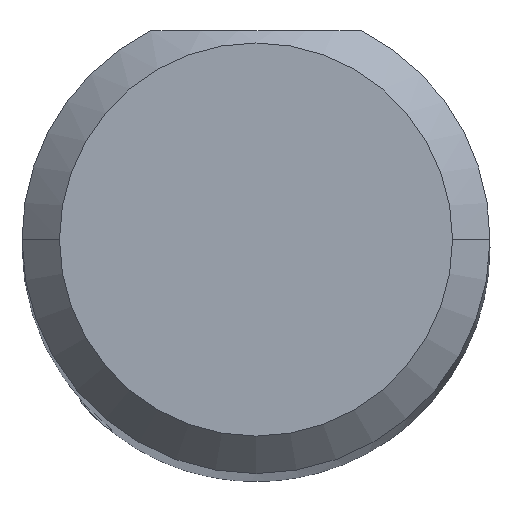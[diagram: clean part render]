
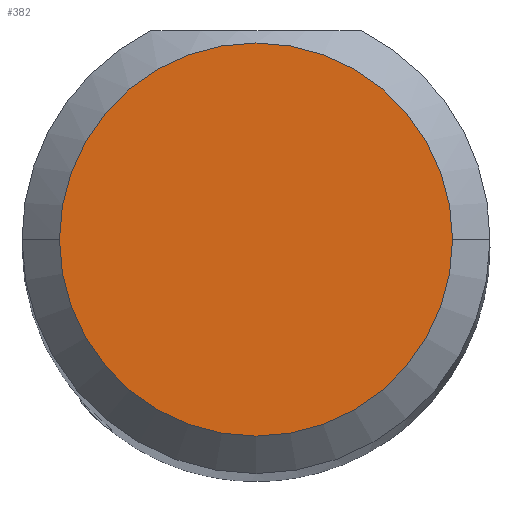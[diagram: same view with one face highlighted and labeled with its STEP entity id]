
A CAD part, top view. The second image highlights one B-rep face of the part: STEP entity #382.
In plain terms, the highlighted planar face has unit normal (0, 0, 1).
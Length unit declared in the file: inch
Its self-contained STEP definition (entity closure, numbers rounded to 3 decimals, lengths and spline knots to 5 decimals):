
#2 = VERTEX_POINT ( 'NONE', #652 ) ;
#6 = CIRCLE ( 'NONE', #338, 0.07875 ) ;
#22 = DIRECTION ( 'NONE',  ( 1., 0., 0. ) ) ;
#24 = CARTESIAN_POINT ( 'NONE',  ( 0., 0., 2. ) ) ;
#40 = CARTESIAN_POINT ( 'NONE',  ( 0.07875, 0., 2. ) ) ;
#65 = CIRCLE ( 'NONE', #431, 0.07875 ) ;
#139 = CARTESIAN_POINT ( 'NONE',  ( 0., 0., 2. ) ) ;
#201 = FACE_OUTER_BOUND ( 'NONE', #239, .T. ) ;
#239 = EDGE_LOOP ( 'NONE', ( #424, #620 ) ) ;
#260 = PLANE ( 'NONE',  #564 ) ;
#310 = DIRECTION ( 'NONE',  ( 1., 0., 0. ) ) ;
#338 = AXIS2_PLACEMENT_3D ( 'NONE', #522, #474, #22 ) ;
#379 = VERTEX_POINT ( 'NONE', #40 ) ;
#382 = ADVANCED_FACE ( 'NONE', ( #201 ), #260, .T. ) ;
#424 = ORIENTED_EDGE ( 'NONE', *, *, #670, .T. ) ;
#431 = AXIS2_PLACEMENT_3D ( 'NONE', #139, #668, #664 ) ;
#460 = EDGE_CURVE ( 'NONE', #379, #2, #65, .T. ) ;
#474 = DIRECTION ( 'NONE',  ( 0., 0., 1. ) ) ;
#522 = CARTESIAN_POINT ( 'NONE',  ( 0., 0., 2. ) ) ;
#564 = AXIS2_PLACEMENT_3D ( 'NONE', #24, #717, #310 ) ;
#620 = ORIENTED_EDGE ( 'NONE', *, *, #460, .T. ) ;
#652 = CARTESIAN_POINT ( 'NONE',  ( -0.07875, 0., 2. ) ) ;
#664 = DIRECTION ( 'NONE',  ( 1., 0., 0. ) ) ;
#668 = DIRECTION ( 'NONE',  ( 0., 0., 1. ) ) ;
#670 = EDGE_CURVE ( 'NONE', #2, #379, #6, .T. ) ;
#717 = DIRECTION ( 'NONE',  ( 0., 0., 1. ) ) ;
